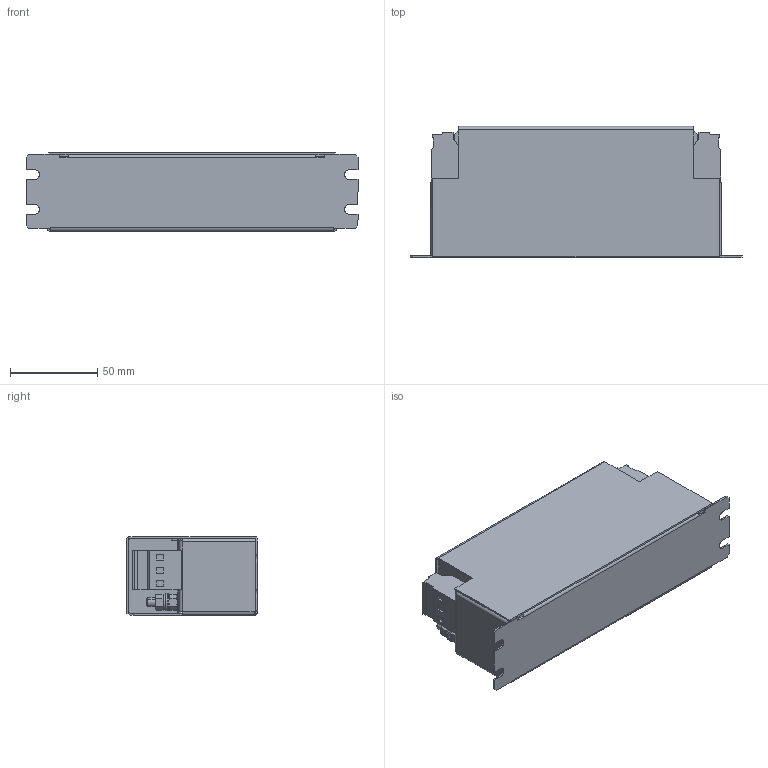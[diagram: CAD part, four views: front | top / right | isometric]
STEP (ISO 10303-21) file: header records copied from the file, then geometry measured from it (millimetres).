
FILE_DESCRIPTION (( 'STEP AP214' ), '1' );
FILE_NAME ('192201.STEP', '2020-05-28T22:05:54', ( '' ), ( '' ), 'SwSTEP 2.0', 'SolidWorks 2018', '' );
FILE_SCHEMA (( 'AUTOMOTIVE_DESIGN' ));
Length unit declared in the file: millimetre
Products named in the file (1): 192201
Bounding box: 190 x 75 x 45 mm (x, y, z)
Volume: 73613.1 mm3; surface area: 94311.6 mm2
Topology: 1 solids, 1 shells, 624 faces, 1669 edges, 1000 vertices
Faces by surface type: plane 422, cylinder 86, cone 64, bspline 44, torus 8
Entity records: 19756 total; most frequent: CARTESIAN_POINT 4915, ORIENTED_EDGE 3206, DIRECTION 2892, EDGE_CURVE 1603, LINE 1024, VECTOR 1024, VERTEX_POINT 989, AXIS2_PLACEMENT_3D 934
